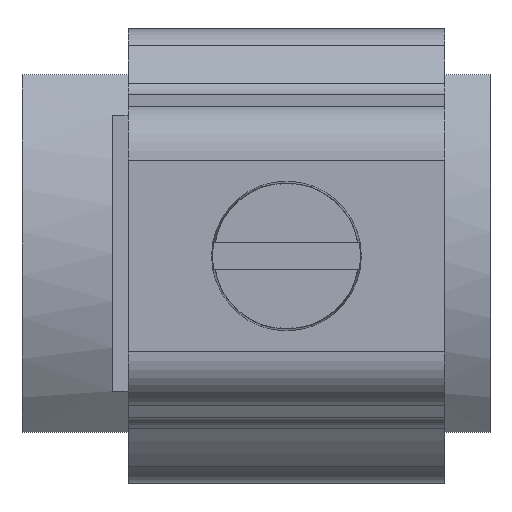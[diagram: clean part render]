
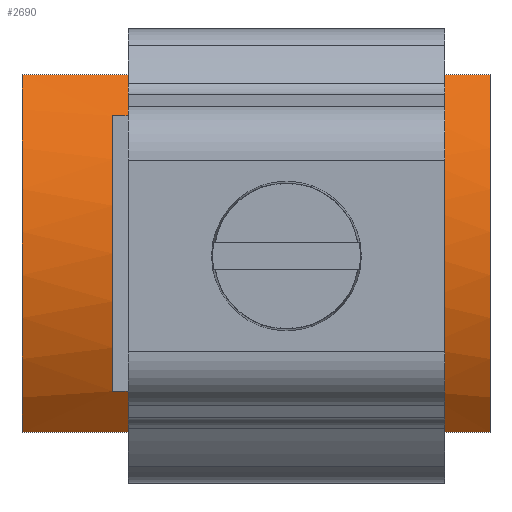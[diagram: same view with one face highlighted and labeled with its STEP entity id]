
A CAD part, front view. The second image highlights one B-rep face of the part: STEP entity #2690.
In plain terms, the highlighted cylindrical face has radius 20 mm (diameter 40 mm), a partial arc.
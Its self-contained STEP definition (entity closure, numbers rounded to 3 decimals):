
#2493=CARTESIAN_POINT('',(16.,-19.,-17.));
#2494=DIRECTION('',(0.,0.,1.));
#2495=DIRECTION('',(0.65,0.76,0.));
#2496=AXIS2_PLACEMENT_3D('',#2493,#2494,#2495);
#2510=DIRECTION('',(0.,0.,1.));
#2511=VECTOR('',#2510,34.);
#2512=CARTESIAN_POINT('',(29.,-3.801,-17.));
#2513=LINE('',#2512,#2511);
#2514=DIRECTION('',(0.,0.,-1.));
#2515=VECTOR('',#2514,34.);
#2516=CARTESIAN_POINT('',(3.,-3.801,17.));
#2517=LINE('',#2516,#2515);
#2518=DIRECTION('',(0.,0.,-1.));
#2519=VECTOR('',#2518,22.33);
#2520=CARTESIAN_POINT('',(26.,-1.679,10.39));
#2521=LINE('',#2520,#2519);
#2522=DIRECTION('',(0.,0.,1.));
#2523=VECTOR('',#2522,22.33);
#2524=CARTESIAN_POINT('',(6.,-1.679,-11.94));
#2525=LINE('',#2524,#2523);
#2539=CARTESIAN_POINT('',(16.,-19.,17.));
#2540=DIRECTION('',(0.,0.,-1.));
#2541=DIRECTION('',(-0.65,0.76,0.));
#2542=AXIS2_PLACEMENT_3D('',#2539,#2540,#2541);
#2548=CARTESIAN_POINT('',(16.,-19.,10.39));
#2549=DIRECTION('',(0.,0.,1.));
#2550=DIRECTION('',(0.5,0.866,0.));
#2551=AXIS2_PLACEMENT_3D('',#2548,#2549,#2550);
#2565=CARTESIAN_POINT('',(16.,-19.,-11.94));
#2566=DIRECTION('',(0.,0.,-1.));
#2567=DIRECTION('',(-0.5,0.866,0.));
#2568=AXIS2_PLACEMENT_3D('',#2565,#2566,#2567);
#2594=CARTESIAN_POINT('',(29.,-3.801,-17.));
#2595=VERTEX_POINT('',#2594);
#2596=CARTESIAN_POINT('',(3.,-3.801,-17.));
#2597=VERTEX_POINT('',#2596);
#2602=CARTESIAN_POINT('',(3.,-3.801,17.));
#2603=VERTEX_POINT('',#2602);
#2604=CARTESIAN_POINT('',(29.,-3.801,17.));
#2605=VERTEX_POINT('',#2604);
#2606=CARTESIAN_POINT('',(26.,-1.679,10.39));
#2607=CARTESIAN_POINT('',(6.,-1.679,10.39));
#2608=VERTEX_POINT('',#2606);
#2609=VERTEX_POINT('',#2607);
#2610=CARTESIAN_POINT('',(26.,-1.679,-11.94));
#2611=VERTEX_POINT('',#2610);
#2612=CARTESIAN_POINT('',(6.,-1.679,-11.94));
#2613=VERTEX_POINT('',#2612);
#2667=CARTESIAN_POINT('',(16.,-19.,-17.));
#2668=DIRECTION('',(0.,0.,1.));
#2669=DIRECTION('',(1.,0.,0.));
#2670=AXIS2_PLACEMENT_3D('',#2667,#2668,#2669);
#2671=CYLINDRICAL_SURFACE('',#2670,20.);
#2672=ORIENTED_EDGE('',*,*,#2631,.F.);
#2674=ORIENTED_EDGE('',*,*,#2673,.T.);
#2676=ORIENTED_EDGE('',*,*,#2675,.F.);
#2677=ORIENTED_EDGE('',*,*,#2659,.T.);
#2678=EDGE_LOOP('',(#2672,#2674,#2676,#2677));
#2679=FACE_OUTER_BOUND('',#2678,.F.);
#2681=ORIENTED_EDGE('',*,*,#2680,.F.);
#2683=ORIENTED_EDGE('',*,*,#2682,.T.);
#2685=ORIENTED_EDGE('',*,*,#2684,.F.);
#2687=ORIENTED_EDGE('',*,*,#2686,.T.);
#2688=EDGE_LOOP('',(#2681,#2683,#2685,#2687));
#2689=FACE_BOUND('',#2688,.F.);
#2690=ADVANCED_FACE('',(#2679,#2689),#2671,.T.);
#2497=CIRCLE('',#2496,20.);
#2543=CIRCLE('',#2542,20.);
#2552=CIRCLE('',#2551,20.);
#2569=CIRCLE('',#2568,20.);
#2631=EDGE_CURVE('',#2595,#2597,#2497,.T.);
#2659=EDGE_CURVE('',#2603,#2597,#2517,.T.);
#2673=EDGE_CURVE('',#2595,#2605,#2513,.T.);
#2675=EDGE_CURVE('',#2603,#2605,#2543,.T.);
#2680=EDGE_CURVE('',#2608,#2609,#2552,.T.);
#2682=EDGE_CURVE('',#2608,#2611,#2521,.T.);
#2684=EDGE_CURVE('',#2613,#2611,#2569,.T.);
#2686=EDGE_CURVE('',#2613,#2609,#2525,.T.);
